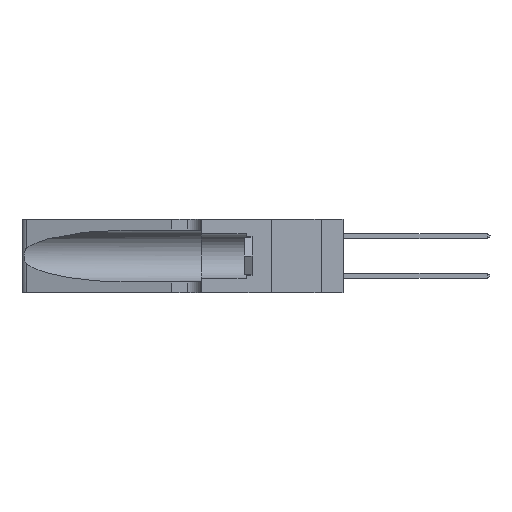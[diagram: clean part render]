
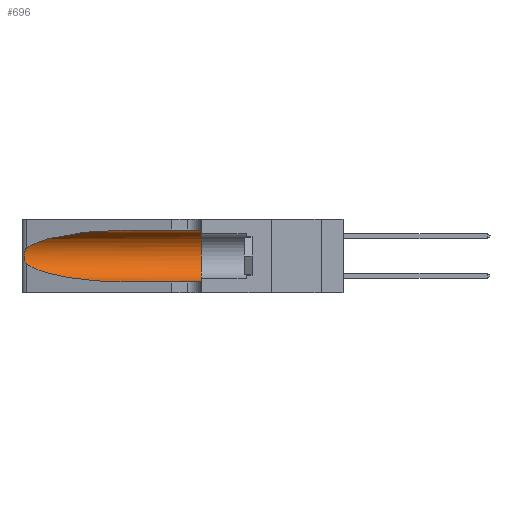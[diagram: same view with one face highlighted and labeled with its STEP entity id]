
A CAD part, left-side view. The second image highlights one B-rep face of the part: STEP entity #696.
In plain terms, the highlighted cylindrical face has radius 3.308 mm (diameter 6.617 mm), a partial arc.
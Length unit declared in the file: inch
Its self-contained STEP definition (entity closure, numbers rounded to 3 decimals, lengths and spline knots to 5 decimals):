
#520 = CARTESIAN_POINT ( 'NONE',  ( 0.1305, 0.72297, 0.31525 ) ) ;
#630 = CARTESIAN_POINT ( 'NONE',  ( 0.25639, 1.23184, 0.21858 ) ) ;
#696 = ADVANCED_FACE ( 'NONE', ( #2816 ), #1979, .F. ) ;
#859 = EDGE_CURVE ( 'NONE', #26304, #11905, #31169, .T. ) ;
#1781 =( BOUNDED_CURVE ( )  B_SPLINE_CURVE ( 3, ( #2990, #16211, #10905, #21476 ),
 .UNSPECIFIED., .F., .F. ) 
 B_SPLINE_CURVE_WITH_KNOTS ( ( 4, 4 ),
 ( 1.5708, 2.84003 ),
 .UNSPECIFIED. ) 
 CURVE ( )  GEOMETRIC_REPRESENTATION_ITEM ( )  RATIONAL_B_SPLINE_CURVE ( ( 1., 0.87, 0.87, 1. ) ) 
 REPRESENTATION_ITEM ( '' )  );
#1979 = CYLINDRICAL_SURFACE ( 'NONE', #22287, 0.13025 ) ;
#2816 = FACE_OUTER_BOUND ( 'NONE', #18316, .T. ) ;
#2956 = CARTESIAN_POINT ( 'NONE',  ( 0.25487, 1.22718, 0.14631 ) ) ;
#2990 = CARTESIAN_POINT ( 'NONE',  ( 0.1305, 0.72297, 0.31525 ) ) ;
#3279 = CARTESIAN_POINT ( 'NONE',  ( 0.25854, 1.2359, 0.20912 ) ) ;
#3361 = EDGE_CURVE ( 'NONE', #30453, #26304, #29241, .T. ) ;
#5962 = CARTESIAN_POINT ( 'NONE',  ( 0.26075, 1.23896, 0.19203 ) ) ;
#5966 = LINE ( 'NONE', #14109, #9689 ) ;
#6782 = ORIENTED_EDGE ( 'NONE', *, *, #11746, .T. ) ;
#6892 = CARTESIAN_POINT ( 'NONE',  ( 0.1305, 0.35, 0.31525 ) ) ;
#8641 = CARTESIAN_POINT ( 'NONE',  ( 0.26017, 1.23833, 0.17102 ) ) ;
#9291 = EDGE_CURVE ( 'NONE', #30453, #15698, #1781, .T. ) ;
#9349 = CARTESIAN_POINT ( 'NONE',  ( 0.1305, 0.35, 0.05475 ) ) ;
#9689 = VECTOR ( 'NONE', #21900, 39.37008 ) ;
#10905 = CARTESIAN_POINT ( 'NONE',  ( 0.2373, 1.15595, 0.28018 ) ) ;
#11309 = CARTESIAN_POINT ( 'NONE',  ( 0.25789, 1.23486, 0.15765 ) ) ;
#11584 =( BOUNDED_CURVE ( )  B_SPLINE_CURVE ( 3, ( #2956, #26674, #29304, #13636 ),
 .UNSPECIFIED., .F., .F. ) 
 B_SPLINE_CURVE_WITH_KNOTS ( ( 4, 4 ),
 ( 3.44316, 4.71239 ),
 .UNSPECIFIED. ) 
 CURVE ( )  GEOMETRIC_REPRESENTATION_ITEM ( )  RATIONAL_B_SPLINE_CURVE ( ( 1., 0.87, 0.87, 1. ) ) 
 REPRESENTATION_ITEM ( '' )  );
#11746 = EDGE_CURVE ( 'NONE', #14955, #11905, #5966, .T. ) ;
#11905 = VERTEX_POINT ( 'NONE', #9349 ) ;
#12210 = VERTEX_POINT ( 'NONE', #18569 ) ;
#12360 = EDGE_CURVE ( 'NONE', #15698, #12210, #29816, .T. ) ;
#13091 = ORIENTED_EDGE ( 'NONE', *, *, #25975, .T. ) ;
#13622 = CARTESIAN_POINT ( 'NONE',  ( 0.25487, 1.22718, 0.22369 ) ) ;
#13636 = CARTESIAN_POINT ( 'NONE',  ( 0.1305, 0.72297, 0.05475 ) ) ;
#13684 = VECTOR ( 'NONE', #31180, 39.37008 ) ;
#13836 = CARTESIAN_POINT ( 'NONE',  ( 0.25555, 1.22994, 0.2215 ) ) ;
#13955 = CARTESIAN_POINT ( 'NONE',  ( 0.25555, 1.22993, 0.14849 ) ) ;
#14109 = CARTESIAN_POINT ( 'NONE',  ( 0.1305, 1.61858, 0.05475 ) ) ;
#14600 = ORIENTED_EDGE ( 'NONE', *, *, #859, .F. ) ;
#14955 = VERTEX_POINT ( 'NONE', #23972 ) ;
#15248 = DIRECTION ( 'NONE',  ( 0., 0., 1. ) ) ;
#15698 = VERTEX_POINT ( 'NONE', #13622 ) ;
#15812 = CARTESIAN_POINT ( 'NONE',  ( 0.1305, 0.35, 0.185 ) ) ;
#16211 = CARTESIAN_POINT ( 'NONE',  ( 0.18966, 0.96281, 0.31525 ) ) ;
#16962 = ORIENTED_EDGE ( 'NONE', *, *, #9291, .T. ) ;
#18316 = EDGE_LOOP ( 'NONE', ( #16962, #20718, #13091, #6782, #14600, #33204 ) ) ;
#18569 = CARTESIAN_POINT ( 'NONE',  ( 0.25487, 1.22718, 0.14631 ) ) ;
#18668 = DIRECTION ( 'NONE',  ( 0., 1., 0. ) ) ;
#19114 = CARTESIAN_POINT ( 'NONE',  ( 0.25787, 1.23484, 0.2124 ) ) ;
#20245 = CARTESIAN_POINT ( 'NONE',  ( 0.1305, 1.61858, 0.185 ) ) ;
#20718 = ORIENTED_EDGE ( 'NONE', *, *, #12360, .T. ) ;
#21381 = DIRECTION ( 'NONE',  ( 0., 0., -1. ) ) ;
#21476 = CARTESIAN_POINT ( 'NONE',  ( 0.25487, 1.22718, 0.22369 ) ) ;
#21755 = CARTESIAN_POINT ( 'NONE',  ( 0.26018, 1.23835, 0.19895 ) ) ;
#21900 = DIRECTION ( 'NONE',  ( 0., -1., 0. ) ) ;
#22287 = AXIS2_PLACEMENT_3D ( 'NONE', #20245, #31957, #21381 ) ;
#23972 = CARTESIAN_POINT ( 'NONE',  ( 0.1305, 0.72297, 0.05475 ) ) ;
#24281 = CARTESIAN_POINT ( 'NONE',  ( 0.25487, 1.22718, 0.22369 ) ) ;
#24380 = CARTESIAN_POINT ( 'NONE',  ( 0.26075, 1.23896, 0.178 ) ) ;
#25975 = EDGE_CURVE ( 'NONE', #12210, #14955, #11584, .T. ) ;
#26051 = CARTESIAN_POINT ( 'NONE',  ( 0.1305, 1.61858, 0.31525 ) ) ;
#26304 = VERTEX_POINT ( 'NONE', #6892 ) ;
#26674 = CARTESIAN_POINT ( 'NONE',  ( 0.2373, 1.15595, 0.08982 ) ) ;
#26982 = CARTESIAN_POINT ( 'NONE',  ( 0.25856, 1.23593, 0.16098 ) ) ;
#29241 = LINE ( 'NONE', #26051, #13684 ) ;
#29304 = CARTESIAN_POINT ( 'NONE',  ( 0.18966, 0.96281, 0.05475 ) ) ;
#29615 = CARTESIAN_POINT ( 'NONE',  ( 0.25639, 1.23186, 0.15144 ) ) ;
#29816 = B_SPLINE_CURVE_WITH_KNOTS ( 'NONE', 3,
 ( #24281, #13836, #630, #19114, #3279, #21755, #5962, #24380, #8641, #26982, #11309, #29615, #13955, #32204 ),
 .UNSPECIFIED., .F., .F.,
 ( 4, 2, 2, 2, 2, 2, 4 ),
 ( 0., 0.00027, 0.00053, 0.00107, 0.0016, 0.00187, 0.00214 ),
 .UNSPECIFIED. ) ;
#30453 = VERTEX_POINT ( 'NONE', #520 ) ;
#31169 = CIRCLE ( 'NONE', #32734, 0.13025 ) ;
#31180 = DIRECTION ( 'NONE',  ( 0., -1., 0. ) ) ;
#31957 = DIRECTION ( 'NONE',  ( 0., -1., 0. ) ) ;
#32204 = CARTESIAN_POINT ( 'NONE',  ( 0.25487, 1.22718, 0.14631 ) ) ;
#32734 = AXIS2_PLACEMENT_3D ( 'NONE', #15812, #18668, #15248 ) ;
#33204 = ORIENTED_EDGE ( 'NONE', *, *, #3361, .F. ) ;
